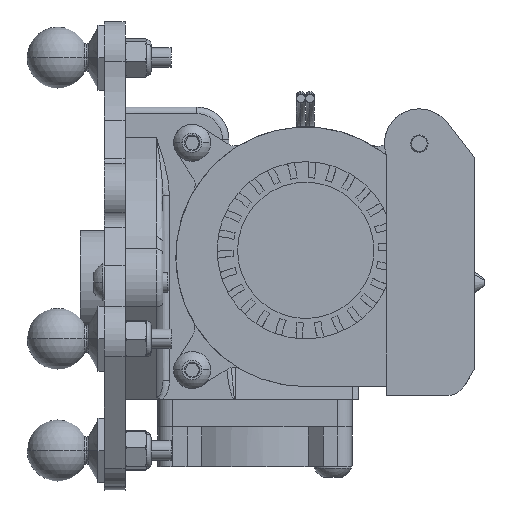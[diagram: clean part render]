
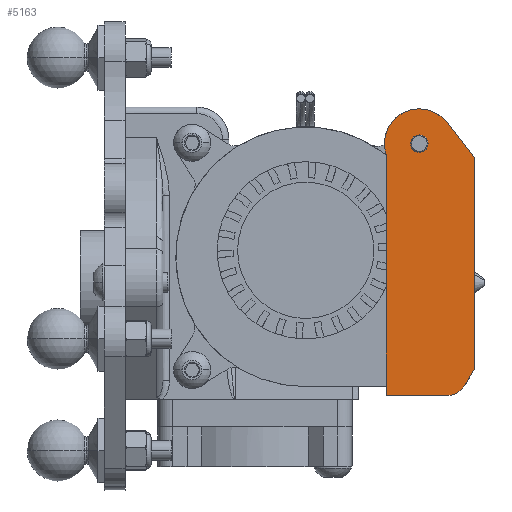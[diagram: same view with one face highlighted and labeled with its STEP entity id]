
A CAD part, left-side view. The second image highlights one B-rep face of the part: STEP entity #5163.
In plain terms, the highlighted face is planar.
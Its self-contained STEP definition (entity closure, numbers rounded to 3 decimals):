
#48 = VECTOR ( 'NONE', #25867, 1000. ) ;
#488 = DIRECTION ( 'NONE',  ( 0., 1., 0. ) ) ;
#1317 = FACE_BOUND ( 'NONE', #12169, .T. ) ;
#2972 = VECTOR ( 'NONE', #4363, 1000. ) ;
#3749 = VERTEX_POINT ( 'NONE', #6696 ) ;
#3823 = CARTESIAN_POINT ( 'NONE',  ( 0., 33.5, 0. ) ) ;
#4147 = ORIENTED_EDGE ( 'NONE', *, *, #46123, .T. ) ;
#4363 = DIRECTION ( 'NONE',  ( -0.866, 0., -0.5 ) ) ;
#5163 = ADVANCED_FACE ( 'NONE', ( #11129, #1317 ), #32248, .T. ) ;
#5784 = CARTESIAN_POINT ( 'NONE',  ( 18., 33.5, 13.5 ) ) ;
#6696 = CARTESIAN_POINT ( 'NONE',  ( -20.75, 33.5, 7.15 ) ) ;
#7179 = CIRCLE ( 'NONE', #20345, 5.362 ) ;
#7191 = EDGE_CURVE ( 'NONE', #29076, #16651, #13244, .T. ) ;
#7362 = LINE ( 'NONE', #12014, #19450 ) ;
#7475 = EDGE_CURVE ( 'NONE', #16651, #8295, #39272, .T. ) ;
#7638 = AXIS2_PLACEMENT_3D ( 'NONE', #42867, #20784, #46555 ) ;
#8208 = CARTESIAN_POINT ( 'NONE',  ( -18.814, 33.5, 13.5 ) ) ;
#8295 = VERTEX_POINT ( 'NONE', #19428 ) ;
#9872 = DIRECTION ( 'NONE',  ( 1., 0., 0. ) ) ;
#10555 = DIRECTION ( 'NONE',  ( -0.79, 0., 0.613 ) ) ;
#11129 = FACE_OUTER_BOUND ( 'NONE', #37421, .T. ) ;
#12014 = CARTESIAN_POINT ( 'NONE',  ( 18., 33.5, 0. ) ) ;
#12169 = EDGE_LOOP ( 'NONE', ( #38493, #46425 ) ) ;
#12337 = AXIS2_PLACEMENT_3D ( 'NONE', #14793, #40616, #18503 ) ;
#13244 = LINE ( 'NONE', #30136, #2972 ) ;
#13688 = VERTEX_POINT ( 'NONE', #39129 ) ;
#14092 = DIRECTION ( 'NONE',  ( 0., 1., 0. ) ) ;
#14436 = ORIENTED_EDGE ( 'NONE', *, *, #32681, .T. ) ;
#14453 = CIRCLE ( 'NONE', #27210, 5.362 ) ;
#14680 = CARTESIAN_POINT ( 'NONE',  ( -24.479, 33.5, 4.567 ) ) ;
#14793 = CARTESIAN_POINT ( 'NONE',  ( -20.75, 33.5, 8.5 ) ) ;
#15682 = VERTEX_POINT ( 'NONE', #39493 ) ;
#16638 = EDGE_CURVE ( 'NONE', #39512, #25370, #22177, .T. ) ;
#16651 = VERTEX_POINT ( 'NONE', #32162 ) ;
#16797 = AXIS2_PLACEMENT_3D ( 'NONE', #43006, #39643, #17531 ) ;
#17412 = DIRECTION ( 'NONE',  ( 0., 1., 0. ) ) ;
#17531 = DIRECTION ( 'NONE',  ( 0., 0., 1. ) ) ;
#18071 = CIRCLE ( 'NONE', #12337, 1.35 ) ;
#18295 = EDGE_CURVE ( 'NONE', #31285, #3749, #18071, .T. ) ;
#18503 = DIRECTION ( 'NONE',  ( 0., 0., 1. ) ) ;
#18980 = VERTEX_POINT ( 'NONE', #44699 ) ;
#19428 = CARTESIAN_POINT ( 'NONE',  ( -18.6, 33.5, 0. ) ) ;
#19450 = VECTOR ( 'NONE', #41535, 1000. ) ;
#20345 = AXIS2_PLACEMENT_3D ( 'NONE', #36196, #14092, #39899 ) ;
#20440 = ORIENTED_EDGE ( 'NONE', *, *, #16638, .T. ) ;
#20784 = DIRECTION ( 'NONE',  ( 0., 1., 0. ) ) ;
#22177 = LINE ( 'NONE', #28291, #29706 ) ;
#22553 = CARTESIAN_POINT ( 'NONE',  ( 15., 33.5, 4.041 ) ) ;
#22919 = LINE ( 'NONE', #47431, #29294 ) ;
#23111 = ORIENTED_EDGE ( 'NONE', *, *, #47284, .T. ) ;
#23209 = CIRCLE ( 'NONE', #36463, 3. ) ;
#23514 = EDGE_CURVE ( 'NONE', #3749, #31285, #41238, .T. ) ;
#25370 = VERTEX_POINT ( 'NONE', #5784 ) ;
#25867 = DIRECTION ( 'NONE',  ( -1., 0., 0. ) ) ;
#26265 = DIRECTION ( 'NONE',  ( 0., 0., 1. ) ) ;
#26546 = EDGE_CURVE ( 'NONE', #15682, #39512, #14453, .T. ) ;
#27210 = AXIS2_PLACEMENT_3D ( 'NONE', #39518, #17412, #43210 ) ;
#28291 = CARTESIAN_POINT ( 'NONE',  ( 0., 33.5, 13.5 ) ) ;
#28561 = CARTESIAN_POINT ( 'NONE',  ( -24.479, 33.5, 4.647 ) ) ;
#29076 = VERTEX_POINT ( 'NONE', #37395 ) ;
#29294 = VECTOR ( 'NONE', #10555, 1000. ) ;
#29706 = VECTOR ( 'NONE', #9872, 1000. ) ;
#29771 = CARTESIAN_POINT ( 'NONE',  ( -20.75, 33.5, 9.85 ) ) ;
#29888 = ORIENTED_EDGE ( 'NONE', *, *, #40274, .T. ) ;
#30136 = CARTESIAN_POINT ( 'NONE',  ( 3.5, 33.5, -6.062 ) ) ;
#30319 = ORIENTED_EDGE ( 'NONE', *, *, #7475, .T. ) ;
#31285 = VERTEX_POINT ( 'NONE', #29771 ) ;
#32162 = CARTESIAN_POINT ( 'NONE',  ( 14., 33.5, 0. ) ) ;
#32248 = PLANE ( 'NONE',  #16797 ) ;
#32291 = DIRECTION ( 'NONE',  ( 0., 0., 1. ) ) ;
#32681 = EDGE_CURVE ( 'NONE', #39306, #13688, #44602, .T. ) ;
#32826 = ORIENTED_EDGE ( 'NONE', *, *, #44127, .T. ) ;
#33687 = VECTOR ( 'NONE', #32291, 1000. ) ;
#36196 = CARTESIAN_POINT ( 'NONE',  ( -20.75, 33.5, 8.5 ) ) ;
#36463 = AXIS2_PLACEMENT_3D ( 'NONE', #22553, #488, #26265 ) ;
#37395 = CARTESIAN_POINT ( 'NONE',  ( 16.5, 33.5, 1.443 ) ) ;
#37421 = EDGE_LOOP ( 'NONE', ( #20440, #32826, #23111, #45126, #30319, #29888, #14436, #4147, #47213 ) ) ;
#38493 = ORIENTED_EDGE ( 'NONE', *, *, #18295, .F. ) ;
#39129 = CARTESIAN_POINT ( 'NONE',  ( -24.479, 33.5, 4.647 ) ) ;
#39272 = LINE ( 'NONE', #3823, #48 ) ;
#39306 = VERTEX_POINT ( 'NONE', #14680 ) ;
#39493 = CARTESIAN_POINT ( 'NONE',  ( -20.75, 33.5, 13.862 ) ) ;
#39512 = VERTEX_POINT ( 'NONE', #8208 ) ;
#39518 = CARTESIAN_POINT ( 'NONE',  ( -20.75, 33.5, 8.5 ) ) ;
#39643 = DIRECTION ( 'NONE',  ( 0., 1., 0. ) ) ;
#39899 = DIRECTION ( 'NONE',  ( 0., 0., 1. ) ) ;
#40274 = EDGE_CURVE ( 'NONE', #8295, #39306, #22919, .T. ) ;
#40616 = DIRECTION ( 'NONE',  ( 0., 1., 0. ) ) ;
#41238 = CIRCLE ( 'NONE', #7638, 1.35 ) ;
#41535 = DIRECTION ( 'NONE',  ( 0., 0., -1. ) ) ;
#42867 = CARTESIAN_POINT ( 'NONE',  ( -20.75, 33.5, 8.5 ) ) ;
#43006 = CARTESIAN_POINT ( 'NONE',  ( 0., 33.5, 0. ) ) ;
#43210 = DIRECTION ( 'NONE',  ( 0., 0., 1. ) ) ;
#44127 = EDGE_CURVE ( 'NONE', #25370, #18980, #7362, .T. ) ;
#44602 = LINE ( 'NONE', #28561, #33687 ) ;
#44699 = CARTESIAN_POINT ( 'NONE',  ( 18., 33.5, 4.041 ) ) ;
#45126 = ORIENTED_EDGE ( 'NONE', *, *, #7191, .T. ) ;
#46123 = EDGE_CURVE ( 'NONE', #13688, #15682, #7179, .T. ) ;
#46425 = ORIENTED_EDGE ( 'NONE', *, *, #23514, .F. ) ;
#46555 = DIRECTION ( 'NONE',  ( 0., 0., 1. ) ) ;
#47213 = ORIENTED_EDGE ( 'NONE', *, *, #26546, .T. ) ;
#47284 = EDGE_CURVE ( 'NONE', #18980, #29076, #23209, .T. ) ;
#47431 = CARTESIAN_POINT ( 'NONE',  ( -24.479, 33.5, 4.567 ) ) ;
